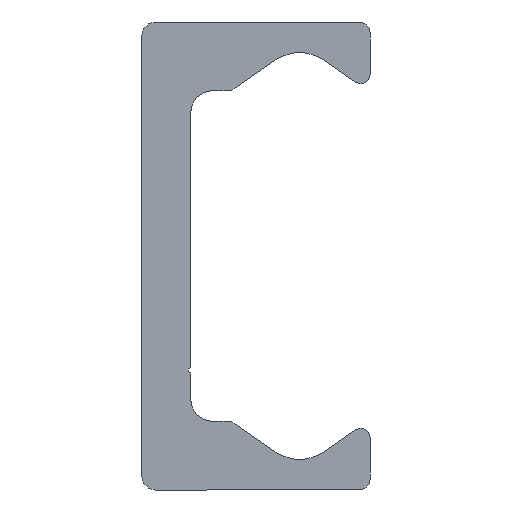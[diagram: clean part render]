
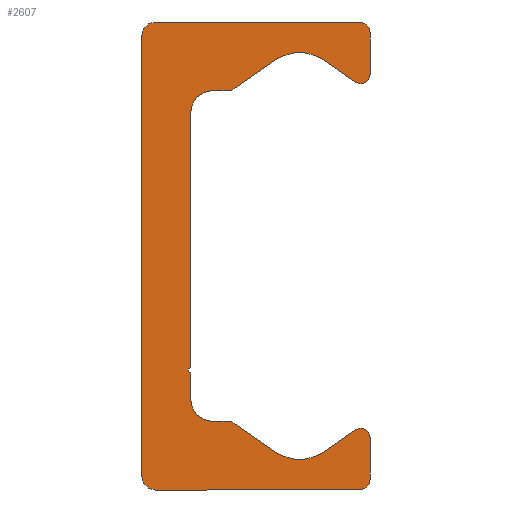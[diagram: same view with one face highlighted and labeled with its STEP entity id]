
A CAD part, left-side view. The second image highlights one B-rep face of the part: STEP entity #2607.
In plain terms, the highlighted planar face has unit normal (-1, 0, 0).
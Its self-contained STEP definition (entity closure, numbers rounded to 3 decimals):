
#1572=CARTESIAN_POINT('',(0.0,9.25,-21.5));
#1573=VERTEX_POINT('',#1572);
#1580=CARTESIAN_POINT('',(0.0,10.5,-20.25));
#1581=VERTEX_POINT('',#1580);
#1582=CARTESIAN_POINT('',(0.0,9.25,-20.25));
#1583=DIRECTION('',(1.0,0.0,0.0));
#1584=DIRECTION('',(0.0,0.0,-1.0));
#1585=AXIS2_PLACEMENT_3D('',#1582,#1583,#1584);
#1586=CIRCLE('',#1585,1.25);
#1587=EDGE_CURVE('',#1573,#1581,#1586,.T.);
#1611=CARTESIAN_POINT('',(0.0,-9.5,-21.5));
#1612=VERTEX_POINT('',#1611);
#1619=CARTESIAN_POINT('',(0.0,-9.5,-21.5));
#1620=DIRECTION('',(0.0,1.0,0.0));
#1621=VECTOR('',#1620,18.75);
#1622=LINE('',#1619,#1621);
#1623=EDGE_CURVE('',#1612,#1573,#1622,.T.);
#1643=CARTESIAN_POINT('',(0.0,-10.5,-20.5));
#1644=VERTEX_POINT('',#1643);
#1651=CARTESIAN_POINT('',(0.0,-9.5,-20.5));
#1652=DIRECTION('',(1.0,0.0,0.0));
#1653=DIRECTION('',(0.0,-1.0,0.0));
#1654=AXIS2_PLACEMENT_3D('',#1651,#1652,#1653);
#1655=CIRCLE('',#1654,1.0);
#1656=EDGE_CURVE('',#1644,#1612,#1655,.T.);
#1675=CARTESIAN_POINT('',(0.0,-10.5,-16.65));
#1676=VERTEX_POINT('',#1675);
#1683=CARTESIAN_POINT('',(0.0,-10.5,-16.65));
#1684=DIRECTION('',(0.0,0.0,-1.0));
#1685=VECTOR('',#1684,3.85);
#1686=LINE('',#1683,#1685);
#1687=EDGE_CURVE('',#1676,#1644,#1686,.T.);
#1707=CARTESIAN_POINT('',(0.0,-9.162,-15.954));
#1708=VERTEX_POINT('',#1707);
#1715=CARTESIAN_POINT('',(0.0,-9.65,-16.65));
#1716=DIRECTION('',(1.0,0.0,0.0));
#1717=DIRECTION('',(0.0,0.574,0.819));
#1718=AXIS2_PLACEMENT_3D('',#1715,#1716,#1717);
#1719=CIRCLE('',#1718,0.85);
#1720=EDGE_CURVE('',#1708,#1676,#1719,.T.);
#1739=CARTESIAN_POINT('',(0.0,-6.294,-17.962));
#1740=VERTEX_POINT('',#1739);
#1747=CARTESIAN_POINT('',(0.0,-6.294,-17.962));
#1748=DIRECTION('',(0.0,-0.819,0.574));
#1749=VECTOR('',#1748,3.501);
#1750=LINE('',#1747,#1749);
#1751=EDGE_CURVE('',#1740,#1708,#1750,.T.);
#1771=CARTESIAN_POINT('',(0.0,-1.706,-17.962));
#1772=VERTEX_POINT('',#1771);
#1779=CARTESIAN_POINT('',(0.0,-4.,-14.685));
#1780=DIRECTION('',(-1.0,0.0,0.0));
#1781=DIRECTION('',(0.0,0.574,0.819));
#1782=AXIS2_PLACEMENT_3D('',#1779,#1780,#1781);
#1783=CIRCLE('',#1782,4.0);
#1784=EDGE_CURVE('',#1772,#1740,#1783,.T.);
#1803=CARTESIAN_POINT('',(0.0,1.981,-15.381));
#1804=VERTEX_POINT('',#1803);
#1811=CARTESIAN_POINT('',(0.0,1.981,-15.381));
#1812=DIRECTION('',(0.0,-0.819,-0.574));
#1813=VECTOR('',#1812,4.5);
#1814=LINE('',#1811,#1813);
#1815=EDGE_CURVE('',#1804,#1772,#1814,.T.);
#1835=CARTESIAN_POINT('',(0.0,2.554,-15.2));
#1836=VERTEX_POINT('',#1835);
#1843=CARTESIAN_POINT('',(0.0,2.554,-16.2));
#1844=DIRECTION('',(1.0,0.0,0.0));
#1845=DIRECTION('',(0.0,0.0,1.0));
#1846=AXIS2_PLACEMENT_3D('',#1843,#1844,#1845);
#1847=CIRCLE('',#1846,1.);
#1848=EDGE_CURVE('',#1836,#1804,#1847,.T.);
#1867=CARTESIAN_POINT('',(0.0,4.0,-15.2));
#1868=VERTEX_POINT('',#1867);
#1875=CARTESIAN_POINT('',(0.0,4.0,-15.2));
#1876=DIRECTION('',(0.0,-1.0,0.0));
#1877=VECTOR('',#1876,1.446);
#1878=LINE('',#1875,#1877);
#1879=EDGE_CURVE('',#1868,#1836,#1878,.T.);
#1899=CARTESIAN_POINT('',(0.0,6.,-13.2));
#1900=VERTEX_POINT('',#1899);
#1907=CARTESIAN_POINT('',(0.0,4.,-13.2));
#1908=DIRECTION('',(-1.0,0.0,0.0));
#1909=DIRECTION('',(0.0,0.0,1.0));
#1910=AXIS2_PLACEMENT_3D('',#1907,#1908,#1909);
#1911=CIRCLE('',#1910,2.0);
#1912=EDGE_CURVE('',#1900,#1868,#1911,.T.);
#1931=CARTESIAN_POINT('',(0.0,6.,-10.75));
#1932=VERTEX_POINT('',#1931);
#1939=CARTESIAN_POINT('',(0.0,6.,-10.75));
#1940=DIRECTION('',(0.0,0.0,-1.0));
#1941=VECTOR('',#1940,2.45);
#1942=LINE('',#1939,#1941);
#1943=EDGE_CURVE('',#1932,#1900,#1942,.T.);
#1963=CARTESIAN_POINT('',(0.0,6.,-10.25));
#1964=VERTEX_POINT('',#1963);
#1971=CARTESIAN_POINT('',(0.0,6.,-10.5));
#1972=DIRECTION('',(-1.0,0.0,0.0));
#1973=DIRECTION('',(0.0,0.0,1.0));
#1974=AXIS2_PLACEMENT_3D('',#1971,#1972,#1973);
#1975=CIRCLE('',#1974,0.25);
#1976=EDGE_CURVE('',#1964,#1932,#1975,.T.);
#1995=CARTESIAN_POINT('',(0.0,6.,13.2));
#1996=VERTEX_POINT('',#1995);
#2003=CARTESIAN_POINT('',(0.0,6.,13.2));
#2004=DIRECTION('',(0.0,0.0,-1.0));
#2005=VECTOR('',#2004,23.45);
#2006=LINE('',#2003,#2005);
#2007=EDGE_CURVE('',#1996,#1964,#2006,.T.);
#2120=CARTESIAN_POINT('',(0.0,4.0,15.2));
#2121=VERTEX_POINT('',#2120);
#2128=CARTESIAN_POINT('',(0.0,4.,13.2));
#2129=DIRECTION('',(-1.0,0.0,0.0));
#2130=DIRECTION('',(0.0,-1.0,0.0));
#2131=AXIS2_PLACEMENT_3D('',#2128,#2129,#2130);
#2132=CIRCLE('',#2131,2.0);
#2133=EDGE_CURVE('',#2121,#1996,#2132,.T.);
#2152=CARTESIAN_POINT('',(0.0,2.554,15.2));
#2153=VERTEX_POINT('',#2152);
#2160=CARTESIAN_POINT('',(0.0,2.554,15.2));
#2161=DIRECTION('',(0.0,1.0,0.0));
#2162=VECTOR('',#2161,1.446);
#2163=LINE('',#2160,#2162);
#2164=EDGE_CURVE('',#2153,#2121,#2163,.T.);
#2184=CARTESIAN_POINT('',(0.0,1.981,15.381));
#2185=VERTEX_POINT('',#2184);
#2192=CARTESIAN_POINT('',(0.0,2.554,16.2));
#2193=DIRECTION('',(1.0,0.0,0.0));
#2194=DIRECTION('',(0.0,-0.574,-0.819));
#2195=AXIS2_PLACEMENT_3D('',#2192,#2193,#2194);
#2196=CIRCLE('',#2195,1.);
#2197=EDGE_CURVE('',#2185,#2153,#2196,.T.);
#2216=CARTESIAN_POINT('',(0.0,-1.706,17.962));
#2217=VERTEX_POINT('',#2216);
#2224=CARTESIAN_POINT('',(0.0,-1.706,17.962));
#2225=DIRECTION('',(0.0,0.819,-0.574));
#2226=VECTOR('',#2225,4.5);
#2227=LINE('',#2224,#2226);
#2228=EDGE_CURVE('',#2217,#2185,#2227,.T.);
#2248=CARTESIAN_POINT('',(0.0,-6.294,17.962));
#2249=VERTEX_POINT('',#2248);
#2256=CARTESIAN_POINT('',(0.0,-4.,14.685));
#2257=DIRECTION('',(-1.0,0.0,0.0));
#2258=DIRECTION('',(0.0,-0.574,-0.819));
#2259=AXIS2_PLACEMENT_3D('',#2256,#2257,#2258);
#2260=CIRCLE('',#2259,4.0);
#2261=EDGE_CURVE('',#2249,#2217,#2260,.T.);
#2280=CARTESIAN_POINT('',(0.0,-9.162,15.954));
#2281=VERTEX_POINT('',#2280);
#2288=CARTESIAN_POINT('',(0.0,-9.162,15.954));
#2289=DIRECTION('',(0.0,0.819,0.574));
#2290=VECTOR('',#2289,3.501);
#2291=LINE('',#2288,#2290);
#2292=EDGE_CURVE('',#2281,#2249,#2291,.T.);
#2312=CARTESIAN_POINT('',(0.0,-10.5,16.65));
#2313=VERTEX_POINT('',#2312);
#2320=CARTESIAN_POINT('',(0.0,-9.65,16.65));
#2321=DIRECTION('',(1.0,0.0,0.0));
#2322=DIRECTION('',(0.0,-1.0,0.0));
#2323=AXIS2_PLACEMENT_3D('',#2320,#2321,#2322);
#2324=CIRCLE('',#2323,0.85);
#2325=EDGE_CURVE('',#2313,#2281,#2324,.T.);
#2344=CARTESIAN_POINT('',(0.0,-10.5,20.5));
#2345=VERTEX_POINT('',#2344);
#2352=CARTESIAN_POINT('',(0.0,-10.5,20.5));
#2353=DIRECTION('',(0.0,0.0,-1.0));
#2354=VECTOR('',#2353,3.85);
#2355=LINE('',#2352,#2354);
#2356=EDGE_CURVE('',#2345,#2313,#2355,.T.);
#2376=CARTESIAN_POINT('',(0.0,-9.5,21.5));
#2377=VERTEX_POINT('',#2376);
#2384=CARTESIAN_POINT('',(0.0,-9.5,20.5));
#2385=DIRECTION('',(1.0,0.0,0.0));
#2386=DIRECTION('',(0.0,0.0,1.0));
#2387=AXIS2_PLACEMENT_3D('',#2384,#2385,#2386);
#2388=CIRCLE('',#2387,1.0);
#2389=EDGE_CURVE('',#2377,#2345,#2388,.T.);
#2408=CARTESIAN_POINT('',(0.0,9.25,21.5));
#2409=VERTEX_POINT('',#2408);
#2416=CARTESIAN_POINT('',(0.0,9.25,21.5));
#2417=DIRECTION('',(0.0,-1.0,0.0));
#2418=VECTOR('',#2417,18.75);
#2419=LINE('',#2416,#2418);
#2420=EDGE_CURVE('',#2409,#2377,#2419,.T.);
#2440=CARTESIAN_POINT('',(0.0,10.5,20.25));
#2441=VERTEX_POINT('',#2440);
#2448=CARTESIAN_POINT('',(0.0,9.25,20.25));
#2449=DIRECTION('',(1.0,0.0,0.0));
#2450=DIRECTION('',(0.0,1.0,0.0));
#2451=AXIS2_PLACEMENT_3D('',#2448,#2449,#2450);
#2452=CIRCLE('',#2451,1.25);
#2453=EDGE_CURVE('',#2441,#2409,#2452,.T.);
#2471=CARTESIAN_POINT('',(0.0,10.5,-20.25));
#2472=DIRECTION('',(0.0,0.0,1.0));
#2473=VECTOR('',#2472,40.5);
#2474=LINE('',#2471,#2473);
#2475=EDGE_CURVE('',#1581,#2441,#2474,.T.);
#2574=CARTESIAN_POINT('',(0.0,2.66,-0.019));
#2575=DIRECTION('',(1.0,0.0,0.0));
#2576=DIRECTION('',(0.0,0.0,-1.0));
#2577=AXIS2_PLACEMENT_3D('',#2574,#2575,#2576);
#2578=PLANE('',#2577);
#2579=ORIENTED_EDGE('',*,*,#2475,.F.);
#2580=ORIENTED_EDGE('',*,*,#1587,.F.);
#2581=ORIENTED_EDGE('',*,*,#1623,.F.);
#2582=ORIENTED_EDGE('',*,*,#1656,.F.);
#2583=ORIENTED_EDGE('',*,*,#1687,.F.);
#2584=ORIENTED_EDGE('',*,*,#1720,.F.);
#2585=ORIENTED_EDGE('',*,*,#1751,.F.);
#2586=ORIENTED_EDGE('',*,*,#1784,.F.);
#2587=ORIENTED_EDGE('',*,*,#1815,.F.);
#2588=ORIENTED_EDGE('',*,*,#1848,.F.);
#2589=ORIENTED_EDGE('',*,*,#1879,.F.);
#2590=ORIENTED_EDGE('',*,*,#1912,.F.);
#2591=ORIENTED_EDGE('',*,*,#1943,.F.);
#2592=ORIENTED_EDGE('',*,*,#1976,.F.);
#2593=ORIENTED_EDGE('',*,*,#2007,.F.);
#2594=ORIENTED_EDGE('',*,*,#2133,.F.);
#2595=ORIENTED_EDGE('',*,*,#2164,.F.);
#2596=ORIENTED_EDGE('',*,*,#2197,.F.);
#2597=ORIENTED_EDGE('',*,*,#2228,.F.);
#2598=ORIENTED_EDGE('',*,*,#2261,.F.);
#2599=ORIENTED_EDGE('',*,*,#2292,.F.);
#2600=ORIENTED_EDGE('',*,*,#2325,.F.);
#2601=ORIENTED_EDGE('',*,*,#2356,.F.);
#2602=ORIENTED_EDGE('',*,*,#2389,.F.);
#2603=ORIENTED_EDGE('',*,*,#2420,.F.);
#2604=ORIENTED_EDGE('',*,*,#2453,.F.);
#2605=EDGE_LOOP('',(#2579,#2580,#2581,#2582,#2583,#2584,#2585,#2586,#2587,#2588,#2589,#2590,#2591,#2592,#2593,#2594,#2595,#2596,#2597,#2598,#2599,#2600,#2601,#2602,#2603,#2604));
#2606=FACE_OUTER_BOUND('',#2605,.T.);
#2607=ADVANCED_FACE('',(#2606),#2578,.F.);
